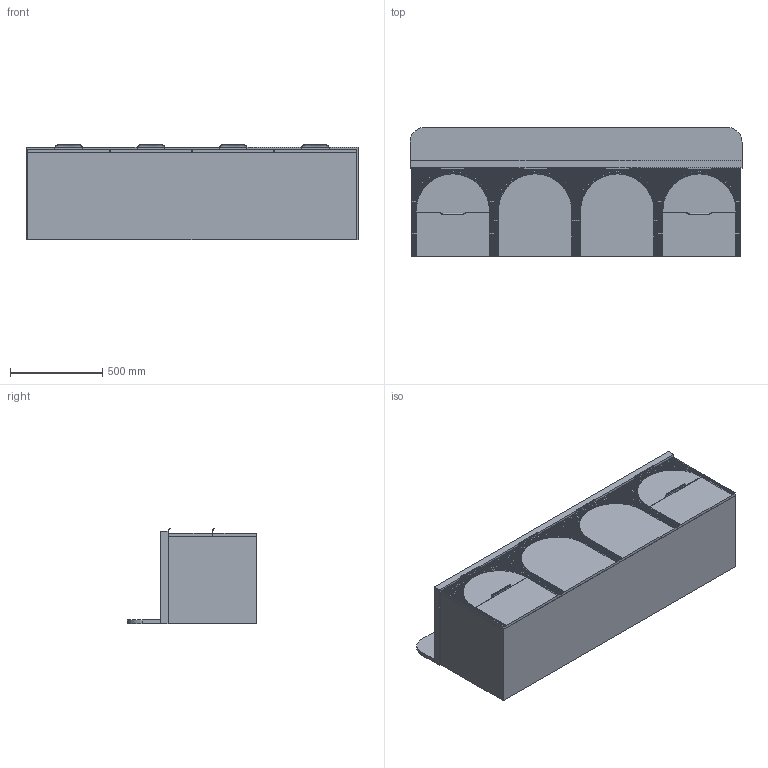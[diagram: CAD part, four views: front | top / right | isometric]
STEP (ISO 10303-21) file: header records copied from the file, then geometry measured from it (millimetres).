
FILE_DESCRIPTION (( 'STEP AP214' ), '1' );
FILE_NAME ('1800 Archie Double (DRAWER).STEP', '2022-02-16T04:05:46', ( '' ), ( '' ), 'SwSTEP 2.0', 'SolidWorks 2021', '' );
FILE_SCHEMA (( 'AUTOMOTIVE_DESIGN' ));
Length unit declared in the file: millimetre
Products named in the file (5): Arch Panel Split; Arch Panel; 1800 Carcass Double; 1800 Archie Double (DRAWER); Carlisle
Assembly tree (11 placements, depth 2):
  1800 Archie Double (DRAWER)
    1800 Carcass Double
    Arch Panel Split  x2
    Arch Panel  x2
    Carlisle  x6
Bounding box: 1800 x 700 x 515.21 mm (x, y, z)
Volume: 109345478.6 mm3; surface area: 11100732 mm2
Topology: 15 solids, 15 shells, 988 faces, 2480 edges, 1524 vertices
Faces by surface type: plane 730, cone 176, bspline 60, cylinder 22
Entity records: 14887 total; most frequent: CARTESIAN_POINT 3575, ORIENTED_EDGE 2390, DIRECTION 2153, EDGE_CURVE 1195, VECTOR 799, LINE 799, VERTEX_POINT 736, AXIS2_PLACEMENT_3D 677
